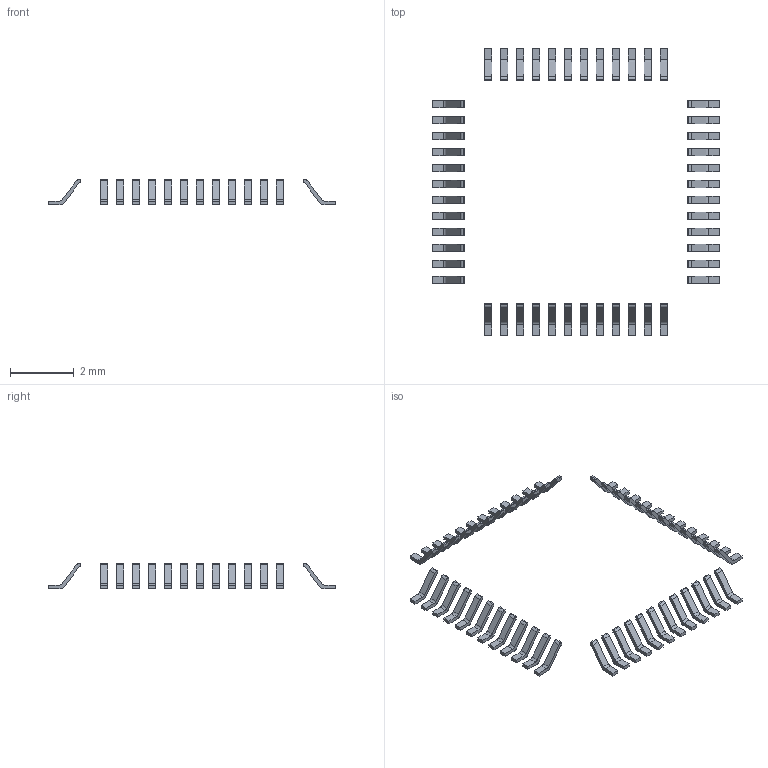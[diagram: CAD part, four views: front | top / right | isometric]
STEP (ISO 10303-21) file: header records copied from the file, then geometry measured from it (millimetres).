
FILE_DESCRIPTION(('FreeCAD Model'),'2;1');
FILE_NAME('1877288.1.1.stp','2019-03-04T22:25:47',( 'Author'),(''),'Open CASCADE STEP processor 6.8','FreeCAD','Unknown' );
FILE_SCHEMA(('AUTOMOTIVE_DESIGN_CC2 { 1 2 10303 214 -1 1 5 4 }'));
Length unit declared in the file: millimetre
Products named in the file (3): ASSEMBLY; PinsArrayLR; PinsArrayTB
Assembly tree (2 placements, depth 2):
  ASSEMBLY
    PinsArrayLR
    PinsArrayTB
Bounding box: 9 x 9 x 0.79 mm (x, y, z)
Volume: 1.6 mm3; surface area: 44.4 mm2
Topology: 48 solids, 48 shells, 624 faces, 1584 edges, 1056 vertices
Faces by surface type: plane 480, cylinder 144
Entity records: 39991 total; most frequent: CARTESIAN_POINT 7395, DIRECTION 6054, LINE 4080, VECTOR 4080, ORIENTED_EDGE 3168, PCURVE 3168, DEFINITIONAL_REPRESENTATION 3168, EDGE_CURVE 1584
